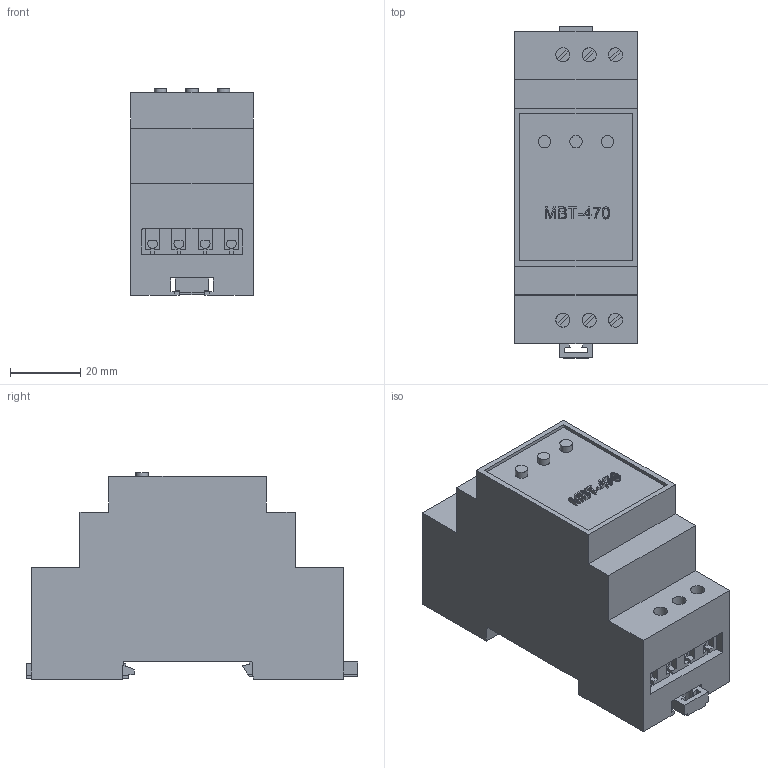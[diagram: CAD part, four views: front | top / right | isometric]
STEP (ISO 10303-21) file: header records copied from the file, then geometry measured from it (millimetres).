
FILE_DESCRIPTION(('STEP AP214'), '1');
FILE_NAME('ﾌﾂﾒ-470', '', ('UNSPECIFIED'), ('UNSPECIFIED'), 'ASCON STEP Converter 1.3', 'ASCON Math Kernel', '');
FILE_SCHEMA(('AUTOMOTIVE_DESIGN { 1 0 10303 214 3 1 1}'));
Length unit declared in the file: millimetre
Bounding box: 35 x 94.7 x 58.79 mm (x, y, z)
Volume: 37620.2 mm3; surface area: 41411.5 mm2
Topology: 2 solids, 5 shells, 529 faces, 1460 edges, 972 vertices
Faces by surface type: plane 321, cylinder 208
Full cylindrical faces by diameter (mm): 3.5 x3, 4 x6
Entity records: 21161 total; most frequent: CARTESIAN_POINT 2953, DIRECTION 2951, ORIENTED_EDGE 2902, EDGE_CURVE 1451, LINE 1011, VECTOR 1011, VERTEX_POINT 972, AXIS2_PLACEMENT_3D 970
